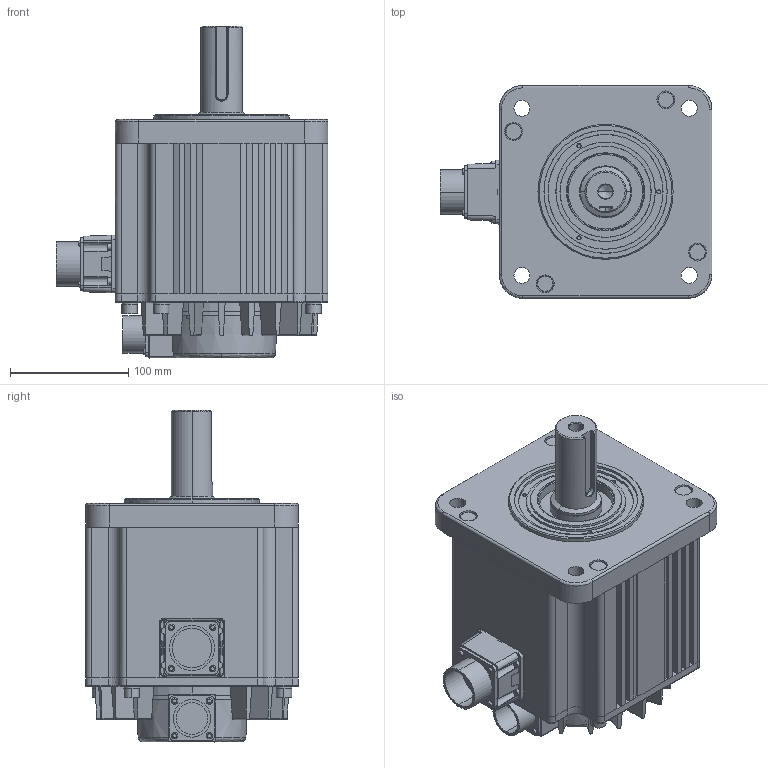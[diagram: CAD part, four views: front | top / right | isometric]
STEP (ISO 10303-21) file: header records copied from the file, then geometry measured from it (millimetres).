
FILE_DESCRIPTION (( 'STEP AP214' ), '1' );
FILE_NAME ('SV2M-x30N fxt.STEP', '2022-10-05T14:26:46', ( '' ), ( '' ), 'SwSTEP 2.0', 'SolidWorks 2021', '' );
FILE_SCHEMA (( 'AUTOMOTIVE_DESIGN' ));
Length unit declared in the file: inch
Products named in the file (1): SV2M-x30N fxt
Bounding box: 230.02 x 180 x 280.8 mm (x, y, z)
Volume: 5051803 mm3; surface area: 283385 mm2
Topology: 1 solids, 1 shells, 624 faces, 1440 edges, 889 vertices
Faces by surface type: plane 319, cylinder 201, cone 61, bspline 27, torus 16
Entity records: 19820 total; most frequent: CARTESIAN_POINT 5963, ORIENTED_EDGE 2876, DIRECTION 2812, EDGE_CURVE 1438, AXIS2_PLACEMENT_3D 1003, VERTEX_POINT 889, LINE 806, VECTOR 806
